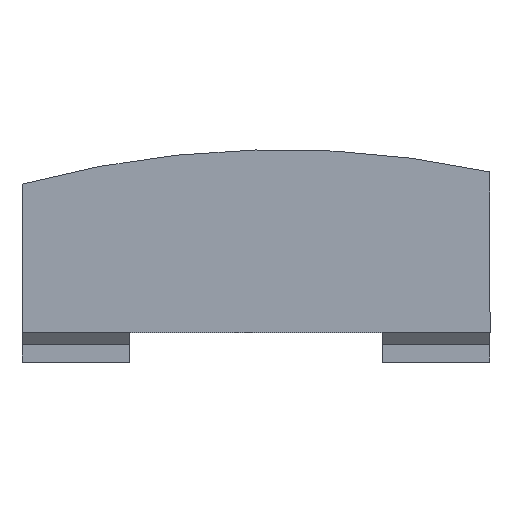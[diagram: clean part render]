
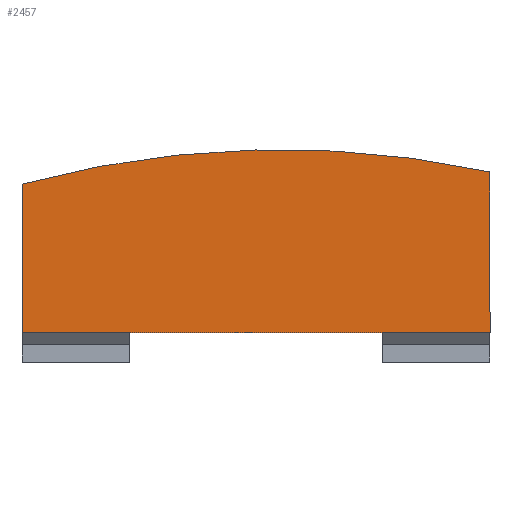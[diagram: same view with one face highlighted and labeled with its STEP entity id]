
A CAD part, left-side view. The second image highlights one B-rep face of the part: STEP entity #2457.
In plain terms, the highlighted face is planar.
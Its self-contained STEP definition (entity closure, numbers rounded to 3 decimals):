
#109=CIRCLE('',#2671,203.424);
#215=FACE_OUTER_BOUND('',#328,.T.);
#328=EDGE_LOOP('',(#2239,#2240,#2241,#2242));
#553=LINE('',#3747,#882);
#655=LINE('',#3942,#984);
#658=LINE('',#3951,#987);
#882=VECTOR('',#3083,10.);
#984=VECTOR('',#3245,10.);
#987=VECTOR('',#3256,10.);
#1151=VERTEX_POINT('',#3744);
#1152=VERTEX_POINT('',#3746);
#1215=VERTEX_POINT('',#3940);
#1217=VERTEX_POINT('',#3946);
#1455=EDGE_CURVE('',#1151,#1152,#553,.T.);
#1557=EDGE_CURVE('',#1215,#1151,#655,.T.);
#1560=EDGE_CURVE('',#1217,#1215,#109,.T.);
#1562=EDGE_CURVE('',#1152,#1217,#658,.T.);
#2239=ORIENTED_EDGE('',*,*,#1562,.F.);
#2240=ORIENTED_EDGE('',*,*,#1455,.F.);
#2241=ORIENTED_EDGE('',*,*,#1557,.F.);
#2242=ORIENTED_EDGE('',*,*,#1560,.F.);
#2350=PLANE('',#2673);
#2457=ADVANCED_FACE('',(#215),#2350,.F.);
#2671=AXIS2_PLACEMENT_3D('',#3948,#3251,#3252);
#2673=AXIS2_PLACEMENT_3D('',#3952,#3257,#3258);
#3083=DIRECTION('',(0.,0.,1.));
#3245=DIRECTION('',(1.,0.,0.));
#3251=DIRECTION('center_axis',(0.,-1.,0.));
#3252=DIRECTION('ref_axis',(-0.965,0.,0.261));
#3256=DIRECTION('',(-1.,0.,0.));
#3257=DIRECTION('center_axis',(0.,-1.,0.));
#3258=DIRECTION('ref_axis',(0.,0.,-1.));
#3744=CARTESIAN_POINT('',(32.334,2.,-19.096));
#3746=CARTESIAN_POINT('',(32.334,2.,76.904));
#3747=CARTESIAN_POINT('',(32.334,2.,-19.096));
#3940=CARTESIAN_POINT('',(-0.666,2.,-19.096));
#3942=CARTESIAN_POINT('',(-0.666,2.,-19.096));
#3946=CARTESIAN_POINT('',(1.834,2.,76.904));
#3948=CARTESIAN_POINT('Origin',(198.193,2.,23.758));
#3951=CARTESIAN_POINT('',(32.334,2.,76.904));
#3952=CARTESIAN_POINT('Origin',(13.584,2.,28.904));
